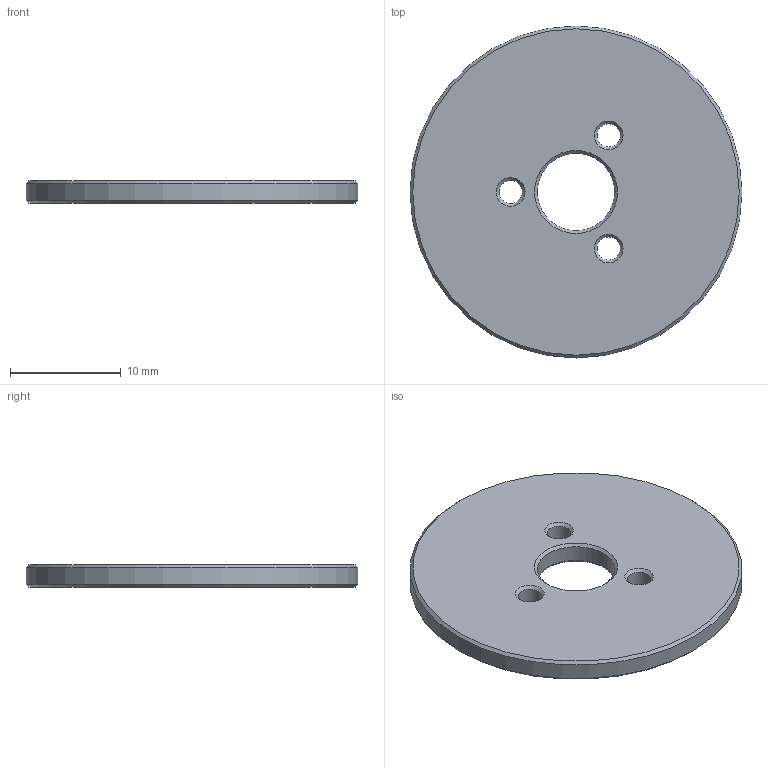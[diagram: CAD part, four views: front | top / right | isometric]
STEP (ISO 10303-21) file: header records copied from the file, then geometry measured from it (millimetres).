
FILE_DESCRIPTION(/* description */ (''),/* implementation_level */ '2;1');
FILE_NAME(/* name */ 'Skive.step',/* time_stamp */ '2020-06-12T10:08:04+02:00',/* author */ (''),/* organization */ (''),/* preprocessor_version */ 'ST-DEVELOPER v18.1',/* originating_system */ 'Autodesk Translation Framework v9.3.0.1241',/* authorisation */ '');
FILE_SCHEMA (('AUTOMOTIVE_DESIGN { 1 0 10303 214 3 1 1 }'));
Length unit declared in the file: millimetre
Products named in the file (1): Skive
Bounding box: 30 x 30 x 2 mm (x, y, z)
Volume: 1307.4 mm3; surface area: 1548.7 mm2
Topology: 1 solids, 1 shells, 17 faces, 35 edges, 20 vertices
Faces by surface type: cone 10, cylinder 5, plane 2
Full cylindrical faces by diameter (mm): 2.1 x3, 7 x1, 30 x1
Entity records: 498 total; most frequent: DIRECTION 91, CARTESIAN_POINT 73, ORIENTED_EDGE 70, AXIS2_PLACEMENT_3D 38, EDGE_CURVE 35, EDGE_LOOP 25, CIRCLE 20, VERTEX_POINT 20
